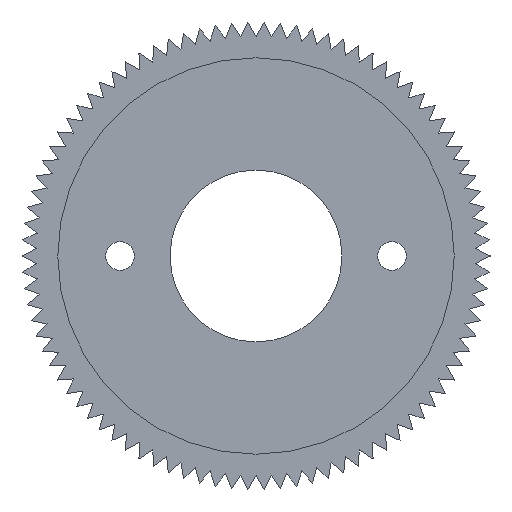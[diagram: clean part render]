
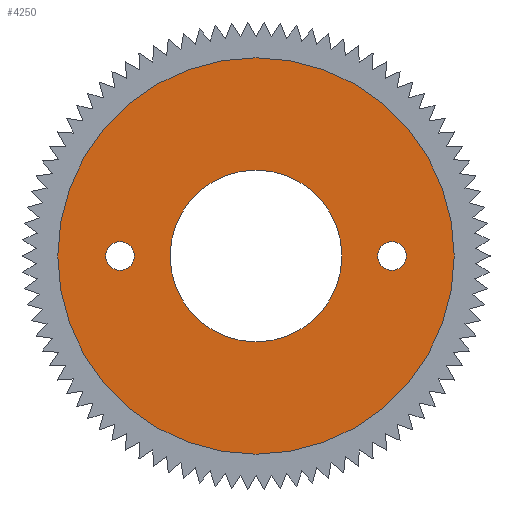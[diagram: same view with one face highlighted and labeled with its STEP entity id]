
A CAD part, front view. The second image highlights one B-rep face of the part: STEP entity #4250.
In plain terms, the highlighted planar face has unit normal (0, -1, 0).
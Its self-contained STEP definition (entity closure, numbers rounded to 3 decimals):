
#36 = CARTESIAN_POINT ( 'NONE',  ( 0., 0.8, -6. ) ) ;
#171 = EDGE_CURVE ( 'NONE', #5903, #5571, #6923, .T. ) ;
#245 = DIRECTION ( 'NONE',  ( 0., -1., 0. ) ) ;
#327 = VERTEX_POINT ( 'NONE', #7464 ) ;
#426 = EDGE_LOOP ( 'NONE', ( #1351, #6089 ) ) ;
#616 = CIRCLE ( 'NONE', #1891, 1. ) ;
#845 = DIRECTION ( 'NONE',  ( 0., 0., -1. ) ) ;
#858 = ORIENTED_EDGE ( 'NONE', *, *, #171, .T. ) ;
#881 = FACE_BOUND ( 'NONE', #4012, .T. ) ;
#1165 = EDGE_CURVE ( 'NONE', #3567, #2528, #4611, .T. ) ;
#1300 = CARTESIAN_POINT ( 'NONE',  ( 9.5, 0.8, 1. ) ) ;
#1351 = ORIENTED_EDGE ( 'NONE', *, *, #5904, .T. ) ;
#1891 = AXIS2_PLACEMENT_3D ( 'NONE', #5942, #7310, #7246 ) ;
#1955 = CIRCLE ( 'NONE', #4604, 1. ) ;
#2158 = EDGE_CURVE ( 'NONE', #2528, #3567, #4806, .T. ) ;
#2423 = ORIENTED_EDGE ( 'NONE', *, *, #7053, .F. ) ;
#2517 = DIRECTION ( 'NONE',  ( 0., 0., -1. ) ) ;
#2528 = VERTEX_POINT ( 'NONE', #6460 ) ;
#2911 = DIRECTION ( 'NONE',  ( 0., 0., -1. ) ) ;
#3140 = EDGE_CURVE ( 'NONE', #7379, #327, #4325, .T. ) ;
#3171 = FACE_BOUND ( 'NONE', #9507, .T. ) ;
#3369 = CARTESIAN_POINT ( 'NONE',  ( 0., 0.8, 0. ) ) ;
#3488 = CIRCLE ( 'NONE', #7277, 1. ) ;
#3567 = VERTEX_POINT ( 'NONE', #7039 ) ;
#3645 = AXIS2_PLACEMENT_3D ( 'NONE', #6892, #8404, #2517 ) ;
#3721 = DIRECTION ( 'NONE',  ( 0., 0., -1. ) ) ;
#3751 = CARTESIAN_POINT ( 'NONE',  ( 0., 0.8, 0. ) ) ;
#4012 = EDGE_LOOP ( 'NONE', ( #858, #5592 ) ) ;
#4120 = CARTESIAN_POINT ( 'NONE',  ( -9.5, 0.8, 1. ) ) ;
#4250 = ADVANCED_FACE ( 'NONE', ( #881, #7185, #3171, #7987 ), #6197, .T. ) ;
#4325 = CIRCLE ( 'NONE', #7828, 6. ) ;
#4426 = AXIS2_PLACEMENT_3D ( 'NONE', #8211, #5119, #7399 ) ;
#4457 = AXIS2_PLACEMENT_3D ( 'NONE', #3751, #8854, #845 ) ;
#4473 = AXIS2_PLACEMENT_3D ( 'NONE', #8098, #8777, #2911 ) ;
#4479 = CIRCLE ( 'NONE', #4457, 6. ) ;
#4491 = DIRECTION ( 'NONE',  ( 0., 1., 0. ) ) ;
#4604 = AXIS2_PLACEMENT_3D ( 'NONE', #5912, #4491, #3721 ) ;
#4611 = CIRCLE ( 'NONE', #8517, 13.85 ) ;
#4617 = CARTESIAN_POINT ( 'NONE',  ( 0., 0.8, 0. ) ) ;
#4737 = EDGE_LOOP ( 'NONE', ( #7100, #5490 ) ) ;
#4806 = CIRCLE ( 'NONE', #4426, 13.85 ) ;
#4942 = CARTESIAN_POINT ( 'NONE',  ( -9.5, 0.8, 0. ) ) ;
#5119 = DIRECTION ( 'NONE',  ( 0., -1., 0. ) ) ;
#5490 = ORIENTED_EDGE ( 'NONE', *, *, #1165, .T. ) ;
#5571 = VERTEX_POINT ( 'NONE', #7489 ) ;
#5592 = ORIENTED_EDGE ( 'NONE', *, *, #8688, .T. ) ;
#5882 = DIRECTION ( 'NONE',  ( 0., 1., 0. ) ) ;
#5903 = VERTEX_POINT ( 'NONE', #1300 ) ;
#5904 = EDGE_CURVE ( 'NONE', #7767, #7628, #3488, .T. ) ;
#5912 = CARTESIAN_POINT ( 'NONE',  ( 9.5, 0.8, 0. ) ) ;
#5942 = CARTESIAN_POINT ( 'NONE',  ( -9.5, 0.8, 0. ) ) ;
#6023 = EDGE_CURVE ( 'NONE', #7628, #7767, #616, .T. ) ;
#6089 = ORIENTED_EDGE ( 'NONE', *, *, #6023, .T. ) ;
#6120 = CARTESIAN_POINT ( 'NONE',  ( -9.5, 0.8, -1. ) ) ;
#6197 = PLANE ( 'NONE',  #3645 ) ;
#6381 = DIRECTION ( 'NONE',  ( 0., 0., -1. ) ) ;
#6460 = CARTESIAN_POINT ( 'NONE',  ( 0., 0.8, -13.85 ) ) ;
#6892 = CARTESIAN_POINT ( 'NONE',  ( 0., 0.8, 0. ) ) ;
#6923 = CIRCLE ( 'NONE', #4473, 1. ) ;
#6925 = DIRECTION ( 'NONE',  ( 0., 0., -1. ) ) ;
#7039 = CARTESIAN_POINT ( 'NONE',  ( 0., 0.8, 13.85 ) ) ;
#7045 = ORIENTED_EDGE ( 'NONE', *, *, #3140, .F. ) ;
#7053 = EDGE_CURVE ( 'NONE', #327, #7379, #4479, .T. ) ;
#7100 = ORIENTED_EDGE ( 'NONE', *, *, #2158, .T. ) ;
#7185 = FACE_BOUND ( 'NONE', #426, .T. ) ;
#7246 = DIRECTION ( 'NONE',  ( 0., 0., -1. ) ) ;
#7277 = AXIS2_PLACEMENT_3D ( 'NONE', #4942, #5882, #8085 ) ;
#7310 = DIRECTION ( 'NONE',  ( 0., 1., 0. ) ) ;
#7379 = VERTEX_POINT ( 'NONE', #36 ) ;
#7399 = DIRECTION ( 'NONE',  ( 0., 0., -1. ) ) ;
#7464 = CARTESIAN_POINT ( 'NONE',  ( 0., 0.8, 6. ) ) ;
#7489 = CARTESIAN_POINT ( 'NONE',  ( 9.5, 0.8, -1. ) ) ;
#7628 = VERTEX_POINT ( 'NONE', #6120 ) ;
#7767 = VERTEX_POINT ( 'NONE', #4120 ) ;
#7828 = AXIS2_PLACEMENT_3D ( 'NONE', #4617, #245, #6925 ) ;
#7856 = DIRECTION ( 'NONE',  ( 0., -1., 0. ) ) ;
#7987 = FACE_OUTER_BOUND ( 'NONE', #4737, .T. ) ;
#8085 = DIRECTION ( 'NONE',  ( 0., 0., -1. ) ) ;
#8098 = CARTESIAN_POINT ( 'NONE',  ( 9.5, 0.8, 0. ) ) ;
#8211 = CARTESIAN_POINT ( 'NONE',  ( 0., 0.8, 0. ) ) ;
#8404 = DIRECTION ( 'NONE',  ( 0., -1., 0. ) ) ;
#8517 = AXIS2_PLACEMENT_3D ( 'NONE', #3369, #7856, #6381 ) ;
#8688 = EDGE_CURVE ( 'NONE', #5571, #5903, #1955, .T. ) ;
#8777 = DIRECTION ( 'NONE',  ( 0., 1., 0. ) ) ;
#8854 = DIRECTION ( 'NONE',  ( 0., -1., 0. ) ) ;
#9507 = EDGE_LOOP ( 'NONE', ( #7045, #2423 ) ) ;
